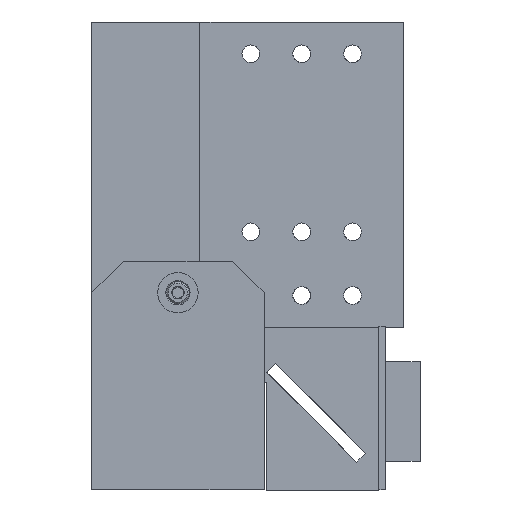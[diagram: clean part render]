
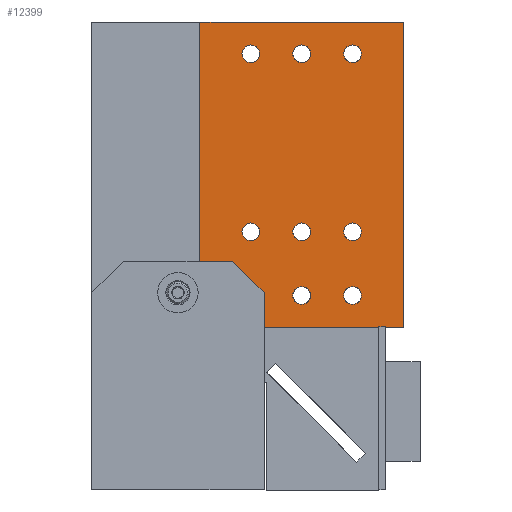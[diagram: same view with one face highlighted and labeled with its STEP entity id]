
A CAD part, left-side view. The second image highlights one B-rep face of the part: STEP entity #12399.
In plain terms, the highlighted planar face has unit normal (-1, 0, 0).
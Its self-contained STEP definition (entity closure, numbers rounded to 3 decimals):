
#1100=LINE('',#20149,#2209);
#1122=LINE('',#20212,#2231);
#1209=LINE('',#21192,#2318);
#1210=LINE('',#21194,#2319);
#2209=VECTOR('',#16392,10.);
#2231=VECTOR('',#16464,10.);
#2318=VECTOR('',#17093,10.);
#2319=VECTOR('',#17096,10.);
#2934=FACE_BOUND('',#4175,.T.);
#2935=FACE_BOUND('',#4176,.T.);
#2936=FACE_BOUND('',#4177,.T.);
#2937=FACE_BOUND('',#4178,.T.);
#2938=FACE_BOUND('',#4179,.T.);
#2939=FACE_BOUND('',#4180,.T.);
#2940=FACE_BOUND('',#4181,.T.);
#2941=FACE_BOUND('',#4182,.T.);
#2942=FACE_BOUND('',#4183,.T.);
#3472=FACE_OUTER_BOUND('',#4174,.T.);
#4174=EDGE_LOOP('',(#10670,#10671,#10672,#10673));
#4175=EDGE_LOOP('',(#10674));
#4176=EDGE_LOOP('',(#10675));
#4177=EDGE_LOOP('',(#10676));
#4178=EDGE_LOOP('',(#10677));
#4179=EDGE_LOOP('',(#10678));
#4180=EDGE_LOOP('',(#10679));
#4181=EDGE_LOOP('',(#10680));
#4182=EDGE_LOOP('',(#10681));
#4183=EDGE_LOOP('',(#10682));
#4761=CIRCLE('',#13671,1.4);
#4763=CIRCLE('',#13698,1.4);
#4765=CIRCLE('',#13719,1.4);
#4767=CIRCLE('',#13739,1.4);
#4769=CIRCLE('',#13766,1.4);
#4771=CIRCLE('',#13790,1.4);
#4773=CIRCLE('',#13817,1.4);
#4775=CIRCLE('',#13837,1.4);
#4777=CIRCLE('',#13861,1.4);
#5608=VERTEX_POINT('',#20146);
#5609=VERTEX_POINT('',#20148);
#5625=VERTEX_POINT('',#20211);
#5645=VERTEX_POINT('',#20335);
#5662=VERTEX_POINT('',#20383);
#5673=VERTEX_POINT('',#20419);
#5691=VERTEX_POINT('',#20537);
#5708=VERTEX_POINT('',#20585);
#5722=VERTEX_POINT('',#20627);
#5739=VERTEX_POINT('',#20675);
#5761=VERTEX_POINT('',#20801);
#5775=VERTEX_POINT('',#20843);
#5803=VERTEX_POINT('',#21190);
#7144=EDGE_CURVE('',#5608,#5609,#1100,.T.);
#7174=EDGE_CURVE('',#5609,#5625,#1122,.T.);
#7204=EDGE_CURVE('',#5645,#5645,#4761,.T.);
#7231=EDGE_CURVE('',#5662,#5662,#4763,.T.);
#7252=EDGE_CURVE('',#5673,#5673,#4765,.T.);
#7278=EDGE_CURVE('',#5691,#5691,#4767,.T.);
#7305=EDGE_CURVE('',#5708,#5708,#4769,.T.);
#7329=EDGE_CURVE('',#5722,#5722,#4771,.T.);
#7356=EDGE_CURVE('',#5739,#5739,#4773,.T.);
#7386=EDGE_CURVE('',#5761,#5761,#4775,.T.);
#7410=EDGE_CURVE('',#5775,#5775,#4777,.T.);
#7485=EDGE_CURVE('',#5803,#5625,#1209,.T.);
#7486=EDGE_CURVE('',#5803,#5608,#1210,.T.);
#10670=ORIENTED_EDGE('',*,*,#7486,.F.);
#10671=ORIENTED_EDGE('',*,*,#7485,.T.);
#10672=ORIENTED_EDGE('',*,*,#7174,.F.);
#10673=ORIENTED_EDGE('',*,*,#7144,.F.);
#10674=ORIENTED_EDGE('',*,*,#7204,.T.);
#10675=ORIENTED_EDGE('',*,*,#7231,.T.);
#10676=ORIENTED_EDGE('',*,*,#7252,.T.);
#10677=ORIENTED_EDGE('',*,*,#7278,.T.);
#10678=ORIENTED_EDGE('',*,*,#7305,.T.);
#10679=ORIENTED_EDGE('',*,*,#7329,.T.);
#10680=ORIENTED_EDGE('',*,*,#7356,.T.);
#10681=ORIENTED_EDGE('',*,*,#7386,.T.);
#10682=ORIENTED_EDGE('',*,*,#7410,.T.);
#11817=PLANE('',#13921);
#12399=ADVANCED_FACE('',(#3472,#2934,#2935,#2936,#2937,#2938,#2939,#2940,
#2941,#2942),#11817,.T.);
#13671=AXIS2_PLACEMENT_3D('',#20337,#16514,#16515);
#13698=AXIS2_PLACEMENT_3D('',#20385,#16572,#16573);
#13719=AXIS2_PLACEMENT_3D('',#20421,#16618,#16619);
#13739=AXIS2_PLACEMENT_3D('',#20539,#16662,#16663);
#13766=AXIS2_PLACEMENT_3D('',#20587,#16720,#16721);
#13790=AXIS2_PLACEMENT_3D('',#20629,#16772,#16773);
#13817=AXIS2_PLACEMENT_3D('',#20677,#16830,#16831);
#13837=AXIS2_PLACEMENT_3D('',#20803,#16878,#16879);
#13861=AXIS2_PLACEMENT_3D('',#20845,#16930,#16931);
#13921=AXIS2_PLACEMENT_3D('',#21193,#17094,#17095);
#16392=DIRECTION('',(0.,0.,1.));
#16464=DIRECTION('',(0.,-1.,0.));
#16514=DIRECTION('center_axis',(1.,0.,0.));
#16515=DIRECTION('ref_axis',(0.,1.,0.));
#16572=DIRECTION('center_axis',(1.,0.,0.));
#16573=DIRECTION('ref_axis',(0.,1.,0.));
#16618=DIRECTION('center_axis',(1.,0.,0.));
#16619=DIRECTION('ref_axis',(0.,1.,0.));
#16662=DIRECTION('center_axis',(1.,0.,0.));
#16663=DIRECTION('ref_axis',(0.,1.,0.));
#16720=DIRECTION('center_axis',(1.,0.,0.));
#16721=DIRECTION('ref_axis',(0.,1.,0.));
#16772=DIRECTION('center_axis',(1.,0.,0.));
#16773=DIRECTION('ref_axis',(0.,1.,0.));
#16830=DIRECTION('center_axis',(1.,0.,0.));
#16831=DIRECTION('ref_axis',(0.,1.,0.));
#16878=DIRECTION('center_axis',(1.,0.,0.));
#16879=DIRECTION('ref_axis',(0.,1.,0.));
#16930=DIRECTION('center_axis',(1.,0.,0.));
#16931=DIRECTION('ref_axis',(0.,1.,0.));
#17093=DIRECTION('',(0.,0.,1.));
#17094=DIRECTION('center_axis',(-1.,0.,0.));
#17095=DIRECTION('ref_axis',(0.,-1.,0.));
#17096=DIRECTION('',(0.,1.,0.));
#20146=CARTESIAN_POINT('',(-16.,16.,0.));
#20148=CARTESIAN_POINT('',(-16.,16.,48.));
#20149=CARTESIAN_POINT('',(-16.,16.,0.));
#20211=CARTESIAN_POINT('',(-16.,-16.,48.));
#20212=CARTESIAN_POINT('',(-16.,-16.,48.));
#20335=CARTESIAN_POINT('',(-16.,-1.4,33.));
#20337=CARTESIAN_POINT('Origin',(-16.,0.,33.));
#20383=CARTESIAN_POINT('',(-16.,-9.4,33.));
#20385=CARTESIAN_POINT('Origin',(-16.,-8.,33.));
#20419=CARTESIAN_POINT('',(-16.,6.6,33.));
#20421=CARTESIAN_POINT('Origin',(-16.,8.,33.));
#20537=CARTESIAN_POINT('',(-16.,-1.4,5.));
#20539=CARTESIAN_POINT('Origin',(-16.,0.,5.));
#20585=CARTESIAN_POINT('',(-16.,-9.4,5.));
#20587=CARTESIAN_POINT('Origin',(-16.,-8.,5.));
#20627=CARTESIAN_POINT('',(-16.,6.6,5.));
#20629=CARTESIAN_POINT('Origin',(-16.,8.,5.));
#20675=CARTESIAN_POINT('',(-16.,-9.4,43.));
#20677=CARTESIAN_POINT('Origin',(-16.,-8.,43.));
#20801=CARTESIAN_POINT('',(-16.,-1.4,43.));
#20803=CARTESIAN_POINT('Origin',(-16.,0.,43.));
#20843=CARTESIAN_POINT('',(-16.,6.6,43.));
#20845=CARTESIAN_POINT('Origin',(-16.,8.,43.));
#21190=CARTESIAN_POINT('',(-16.,-16.,0.));
#21192=CARTESIAN_POINT('',(-16.,-16.,0.));
#21193=CARTESIAN_POINT('Origin',(-16.,16.,0.));
#21194=CARTESIAN_POINT('',(-16.,-16.,0.));
